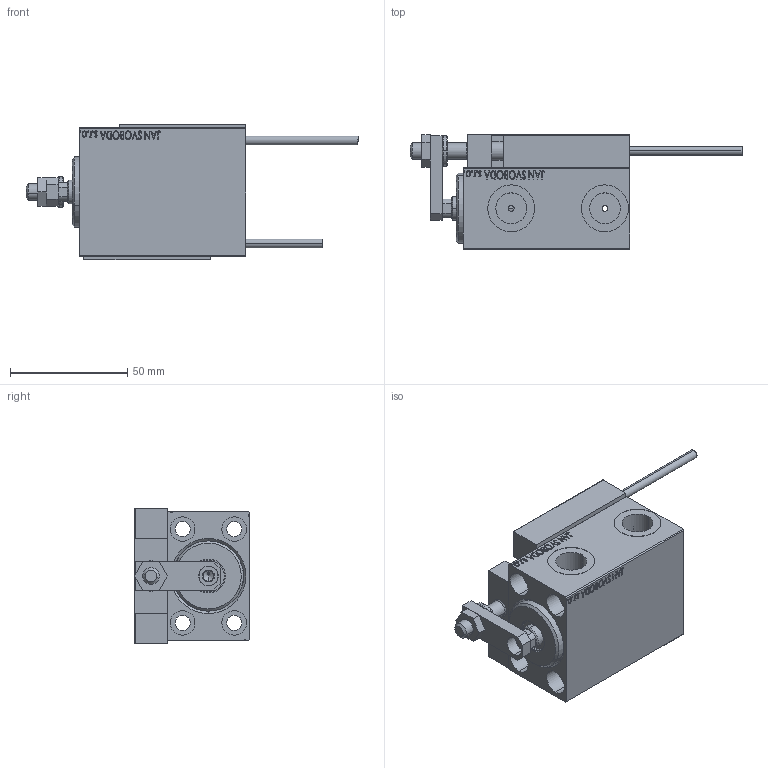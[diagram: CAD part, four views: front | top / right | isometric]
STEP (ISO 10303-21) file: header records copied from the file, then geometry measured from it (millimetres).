
FILE_DESCRIPTION (( 'STEP AP203' ), '1' );
FILE_NAME ('e644.STEP', '2022-04-17T12:44:03', ( '' ), ( '' ), 'SwSTEP 2.0', 'SolidWorks 2019', '' );
FILE_SCHEMA (( 'CONFIG_CONTROL_DESIGN' ));
Length unit declared in the file: millimetre
Products named in the file (15): ZARAZKA d04046252ae5debf86d307d8fc88e41d; V450CM_VC_B d04046252ae5debf86d307d8fc88e41d; NUT_D12 d04046252ae5debf86d307d8fc88e41d; SWITCH DIM B,W d04046252ae5debf86d307d8fc88e41d; SWITCH_X_FRONT_BACK d04046252ae5debf86d307d8fc88e41d; Block d04046252ae5debf86d307d8fc88e41d; e644; MAGNET d04046252ae5debf86d307d8fc88e41d; KONCOVKA d04046252ae5debf86d307d8fc88e41d; ALLEN BOLT D8 d04046252ae5debf86d307d8fc88e41d; V450CM_C_Body d04046252ae5debf86d307d8fc88e41d; ALLEN BOLT D5 d04046252ae5debf86d307d8fc88e41d; SWITCH X d04046252ae5debf86d307d8fc88e41d; V450CM_C_VCP d04046252ae5debf86d307d8fc88e41d; TYC_L79 d04046252ae5debf86d307d8fc88e41d
Assembly tree (24 placements, depth 3):
  e644
    V450CM_C_Body d04046252ae5debf86d307d8fc88e41d
    SWITCH X d04046252ae5debf86d307d8fc88e41d
      SWITCH_X_FRONT_BACK d04046252ae5debf86d307d8fc88e41d  x2
      TYC_L79 d04046252ae5debf86d307d8fc88e41d
      Block d04046252ae5debf86d307d8fc88e41d  x2
      ALLEN BOLT D5 d04046252ae5debf86d307d8fc88e41d  x4
      ALLEN BOLT D8 d04046252ae5debf86d307d8fc88e41d  x4
      MAGNET d04046252ae5debf86d307d8fc88e41d  x2
      KONCOVKA d04046252ae5debf86d307d8fc88e41d  x2
    NUT_D12 d04046252ae5debf86d307d8fc88e41d
    SWITCH DIM B,W d04046252ae5debf86d307d8fc88e41d
    ZARAZKA d04046252ae5debf86d307d8fc88e41d
    V450CM_C_VCP d04046252ae5debf86d307d8fc88e41d
    V450CM_VC_B d04046252ae5debf86d307d8fc88e41d
Bounding box: 141.7 x 49 x 58 mm (x, y, z)
Volume: 158004 mm3; surface area: 54668.2 mm2
Topology: 23 solids, 23 shells, 1299 faces, 3106 edges, 1987 vertices
Faces by surface type: plane 565, bspline 380, cylinder 200, cone 106, torus 44, sphere 4
Entity records: 50743 total; most frequent: CARTESIAN_POINT 26069, ORIENTED_EDGE 5232, DIRECTION 3554, EDGE_CURVE 2616, VERTEX_POINT 1711, LINE 1498, VECTOR 1498, EDGE_LOOP 1217
